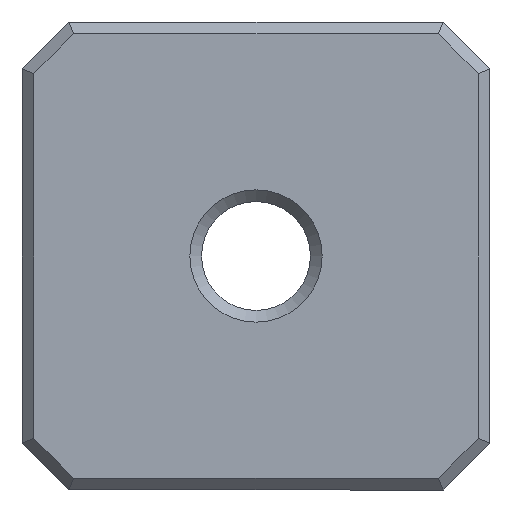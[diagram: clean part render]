
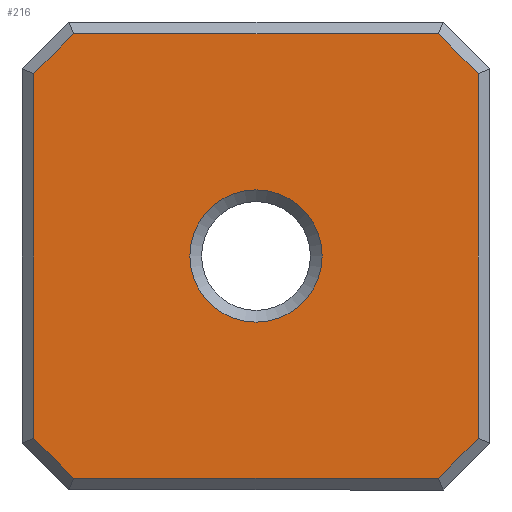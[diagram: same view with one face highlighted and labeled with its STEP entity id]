
A CAD part, front view. The second image highlights one B-rep face of the part: STEP entity #216.
In plain terms, the highlighted planar face has unit normal (0, -1, 0).
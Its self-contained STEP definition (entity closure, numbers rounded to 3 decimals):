
#11 = EDGE_CURVE ( 'NONE', #280, #520, #270, .T. ) ;
#20 = DIRECTION ( 'NONE',  ( 0.707, 0., -0.707 ) ) ;
#58 = DIRECTION ( 'NONE',  ( 0., 0., 1. ) ) ;
#65 = VECTOR ( 'NONE', #154, 1000. ) ;
#77 = DIRECTION ( 'NONE',  ( -0.707, 0., -0.707 ) ) ;
#87 = VERTEX_POINT ( 'NONE', #640 ) ;
#99 = LINE ( 'NONE', #650, #713 ) ;
#101 = CIRCLE ( 'NONE', #588, 2.825 ) ;
#110 = DIRECTION ( 'NONE',  ( 0., 0., 1. ) ) ;
#113 = DIRECTION ( 'NONE',  ( -1., 0., 0. ) ) ;
#116 = EDGE_CURVE ( 'NONE', #484, #484, #101, .T. ) ;
#130 = CARTESIAN_POINT ( 'NONE',  ( -7.646, 0., -9.646 ) ) ;
#131 = ORIENTED_EDGE ( 'NONE', *, *, #230, .T. ) ;
#133 = CARTESIAN_POINT ( 'NONE',  ( -9.5, 0., -7.793 ) ) ;
#147 = EDGE_LOOP ( 'NONE', ( #407 ) ) ;
#151 = DIRECTION ( 'NONE',  ( 0.707, 0., 0.707 ) ) ;
#152 = ORIENTED_EDGE ( 'NONE', *, *, #379, .T. ) ;
#154 = DIRECTION ( 'NONE',  ( 1., 0., 0. ) ) ;
#156 = EDGE_CURVE ( 'NONE', #520, #676, #395, .T. ) ;
#168 = CARTESIAN_POINT ( 'NONE',  ( 9.5, 0., 0. ) ) ;
#175 = LINE ( 'NONE', #402, #300 ) ;
#189 = LINE ( 'NONE', #130, #727 ) ;
#194 = EDGE_CURVE ( 'NONE', #87, #313, #175, .T. ) ;
#203 = CARTESIAN_POINT ( 'NONE',  ( 0., 0., -9.5 ) ) ;
#215 = CARTESIAN_POINT ( 'NONE',  ( 0., 0., 0. ) ) ;
#216 = ADVANCED_FACE ( 'NONE', ( #700, #597 ), #465, .F. ) ;
#219 = DIRECTION ( 'NONE',  ( 0., 1., 0. ) ) ;
#230 = EDGE_CURVE ( 'NONE', #625, #87, #599, .T. ) ;
#231 = CARTESIAN_POINT ( 'NONE',  ( -7.793, 0., 9.5 ) ) ;
#251 = VERTEX_POINT ( 'NONE', #644 ) ;
#253 = EDGE_CURVE ( 'NONE', #676, #625, #651, .T. ) ;
#270 = LINE ( 'NONE', #203, #65 ) ;
#280 = VERTEX_POINT ( 'NONE', #296 ) ;
#292 = ORIENTED_EDGE ( 'NONE', *, *, #605, .T. ) ;
#294 = CARTESIAN_POINT ( 'NONE',  ( 7.646, 0., 9.646 ) ) ;
#296 = CARTESIAN_POINT ( 'NONE',  ( -7.793, 0., -9.5 ) ) ;
#300 = VECTOR ( 'NONE', #113, 1000. ) ;
#313 = VERTEX_POINT ( 'NONE', #231 ) ;
#325 = CARTESIAN_POINT ( 'NONE',  ( 7.793, 0., -9.5 ) ) ;
#373 = VERTEX_POINT ( 'NONE', #133 ) ;
#379 = EDGE_CURVE ( 'NONE', #373, #280, #189, .T. ) ;
#395 = LINE ( 'NONE', #628, #687 ) ;
#402 = CARTESIAN_POINT ( 'NONE',  ( 0., 0., 9.5 ) ) ;
#407 = ORIENTED_EDGE ( 'NONE', *, *, #116, .T. ) ;
#415 = CARTESIAN_POINT ( 'NONE',  ( 0., 0., 2.825 ) ) ;
#416 = DIRECTION ( 'NONE',  ( 0., 1., 0. ) ) ;
#425 = LINE ( 'NONE', #610, #689 ) ;
#444 = EDGE_CURVE ( 'NONE', #313, #251, #425, .T. ) ;
#446 = AXIS2_PLACEMENT_3D ( 'NONE', #654, #416, #110 ) ;
#450 = DIRECTION ( 'NONE',  ( 0., 0., 1. ) ) ;
#465 = PLANE ( 'NONE',  #446 ) ;
#466 = ORIENTED_EDGE ( 'NONE', *, *, #156, .T. ) ;
#475 = ORIENTED_EDGE ( 'NONE', *, *, #253, .T. ) ;
#484 = VERTEX_POINT ( 'NONE', #415 ) ;
#520 = VERTEX_POINT ( 'NONE', #325 ) ;
#522 = DIRECTION ( 'NONE',  ( -0.707, 0., 0.707 ) ) ;
#530 = CARTESIAN_POINT ( 'NONE',  ( 9.5, 0., 7.793 ) ) ;
#588 = AXIS2_PLACEMENT_3D ( 'NONE', #215, #219, #450 ) ;
#591 = VECTOR ( 'NONE', #522, 1000. ) ;
#597 = FACE_OUTER_BOUND ( 'NONE', #707, .T. ) ;
#599 = LINE ( 'NONE', #294, #591 ) ;
#605 = EDGE_CURVE ( 'NONE', #251, #373, #99, .T. ) ;
#610 = CARTESIAN_POINT ( 'NONE',  ( -9.646, 0., 7.646 ) ) ;
#625 = VERTEX_POINT ( 'NONE', #530 ) ;
#628 = CARTESIAN_POINT ( 'NONE',  ( 9.646, 0., -7.646 ) ) ;
#634 = ORIENTED_EDGE ( 'NONE', *, *, #444, .T. ) ;
#640 = CARTESIAN_POINT ( 'NONE',  ( 7.793, 0., 9.5 ) ) ;
#644 = CARTESIAN_POINT ( 'NONE',  ( -9.5, 0., 7.793 ) ) ;
#650 = CARTESIAN_POINT ( 'NONE',  ( -9.5, 0., 0. ) ) ;
#651 = LINE ( 'NONE', #168, #674 ) ;
#654 = CARTESIAN_POINT ( 'NONE',  ( 0., 0., 0. ) ) ;
#674 = VECTOR ( 'NONE', #58, 1000. ) ;
#676 = VERTEX_POINT ( 'NONE', #766 ) ;
#687 = VECTOR ( 'NONE', #151, 1000. ) ;
#689 = VECTOR ( 'NONE', #77, 1000. ) ;
#697 = ORIENTED_EDGE ( 'NONE', *, *, #194, .T. ) ;
#700 = FACE_BOUND ( 'NONE', #147, .T. ) ;
#707 = EDGE_LOOP ( 'NONE', ( #292, #152, #730, #466, #475, #131, #697, #634 ) ) ;
#713 = VECTOR ( 'NONE', #717, 1000. ) ;
#717 = DIRECTION ( 'NONE',  ( 0., 0., -1. ) ) ;
#727 = VECTOR ( 'NONE', #20, 1000. ) ;
#730 = ORIENTED_EDGE ( 'NONE', *, *, #11, .T. ) ;
#766 = CARTESIAN_POINT ( 'NONE',  ( 9.5, 0., -7.793 ) ) ;
